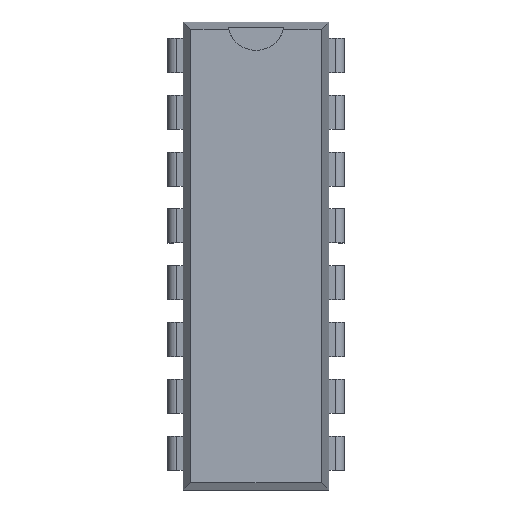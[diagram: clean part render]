
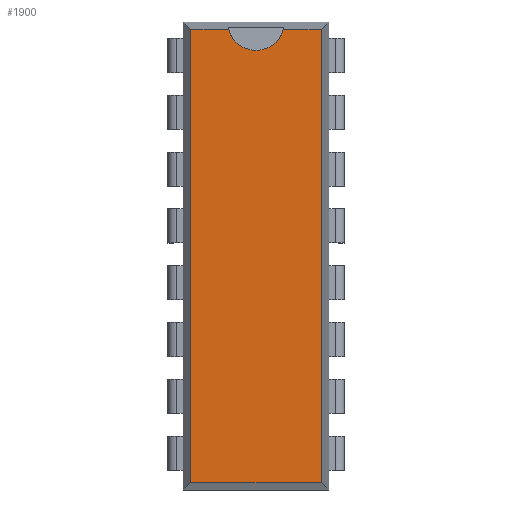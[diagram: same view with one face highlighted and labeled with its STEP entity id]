
A CAD part, top view. The second image highlights one B-rep face of the part: STEP entity #1900.
In plain terms, the highlighted planar face has unit normal (0, 0, 1).
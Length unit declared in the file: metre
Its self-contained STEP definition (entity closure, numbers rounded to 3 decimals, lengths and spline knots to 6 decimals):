
#1672 = EDGE_CURVE( '', #4139, #3595, #4242, .T. );
#1900 = ADVANCED_FACE( '', ( #4590 ), #4591, .T. );
#2582 = EDGE_CURVE( '', #3595, #5262, #5464, .T. );
#2642 = EDGE_CURVE( '', #4303, #4139, #5533, .T. );
#2644 = EDGE_CURVE( '', #4517, #4303, #5535, .T. );
#2930 = EDGE_CURVE( '', #5262, #3811, #5875, .T. );
#3212 = EDGE_CURVE( '', #3811, #4517, #6202, .T. );
#3595 = VERTEX_POINT( '', #6690 );
#3811 = VERTEX_POINT( '', #6998 );
#4139 = VERTEX_POINT( '', #7456 );
#4242 = LINE( '', #7599, #7600 );
#4303 = VERTEX_POINT( '', #7694 );
#4517 = VERTEX_POINT( '', #8003 );
#4590 = FACE_OUTER_BOUND( '', #8108, .T. );
#4591 = PLANE( '', #8109 );
#5262 = VERTEX_POINT( '', #9127 );
#5464 = LINE( '', #9454, #9455 );
#5533 = LINE( '', #9567, #9568 );
#5535 = LINE( '', #9571, #9572 );
#5875 = LINE( '', #10097, #10098 );
#6202 = CIRCLE( '', #10611, 0.00125 );
#6690 = CARTESIAN_POINT( '', ( 0.002874, -0.010007, 0.005651 ) );
#6998 = CARTESIAN_POINT( '', ( 0.001207, 0.00994, 0.005651 ) );
#7456 = CARTESIAN_POINT( '', ( -0.002874, -0.010007, 0.005651 ) );
#7599 = CARTESIAN_POINT( '', ( 0.0032, -0.010007, 0.005651 ) );
#7600 = VECTOR( '', #11731, 1. );
#7694 = CARTESIAN_POINT( '', ( -0.002874, 0.00994, 0.005651 ) );
#8003 = CARTESIAN_POINT( '', ( -0.001207, 0.00994, 0.005651 ) );
#8108 = EDGE_LOOP( '', ( #12119, #12120, #12121, #12122, #12123, #12124 ) );
#8109 = AXIS2_PLACEMENT_3D( '', #12125, #12126, #12127 );
#9127 = CARTESIAN_POINT( '', ( 0.002874, 0.00994, 0.005651 ) );
#9454 = CARTESIAN_POINT( '', ( 0.002874, 0.00994, 0.005651 ) );
#9455 = VECTOR( '', #13279, 1. );
#9567 = CARTESIAN_POINT( '', ( -0.002874, -0.010333, 0.005651 ) );
#9568 = VECTOR( '', #13369, 1. );
#9571 = CARTESIAN_POINT( '', ( -0.0032, 0.00994, 0.005651 ) );
#9572 = VECTOR( '', #13370, 1. );
#10097 = CARTESIAN_POINT( '', ( -0.0032, 0.00994, 0.005651 ) );
#10098 = VECTOR( '', #13880, 1. );
#10611 = AXIS2_PLACEMENT_3D( '', #14352, #14353, #14354 );
#11731 = DIRECTION( '', ( 1., 0., 0. ) );
#12119 = ORIENTED_EDGE( '', *, *, #2930, .T. );
#12120 = ORIENTED_EDGE( '', *, *, #3212, .T. );
#12121 = ORIENTED_EDGE( '', *, *, #2644, .T. );
#12122 = ORIENTED_EDGE( '', *, *, #2642, .T. );
#12123 = ORIENTED_EDGE( '', *, *, #1672, .T. );
#12124 = ORIENTED_EDGE( '', *, *, #2582, .T. );
#12125 = CARTESIAN_POINT( '', ( -0.0032, 0.010267, 0.005651 ) );
#12126 = DIRECTION( '', ( 0., 0., 1. ) );
#12127 = DIRECTION( '', ( 1., 0., 0. ) );
#13279 = DIRECTION( '', ( 0., 1., 0. ) );
#13369 = DIRECTION( '', ( 0., -1., 0. ) );
#13370 = DIRECTION( '', ( -1., 0., 0. ) );
#13880 = DIRECTION( '', ( -1., 0., 0. ) );
#14352 = CARTESIAN_POINT( '', ( 0., 0.010267, 0.005651 ) );
#14353 = DIRECTION( '', ( 0., 0., -1. ) );
#14354 = DIRECTION( '', ( 1., 0., 0. ) );
